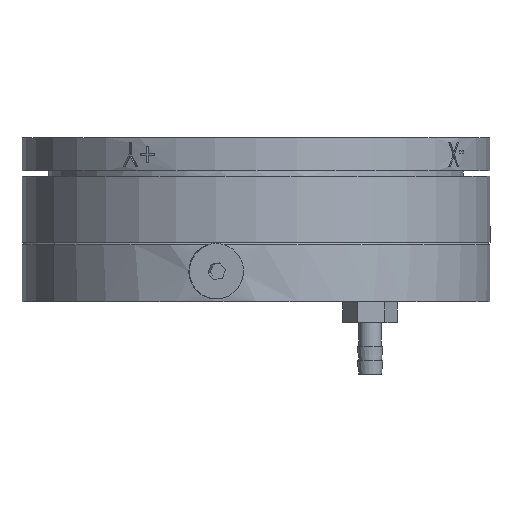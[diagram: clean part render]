
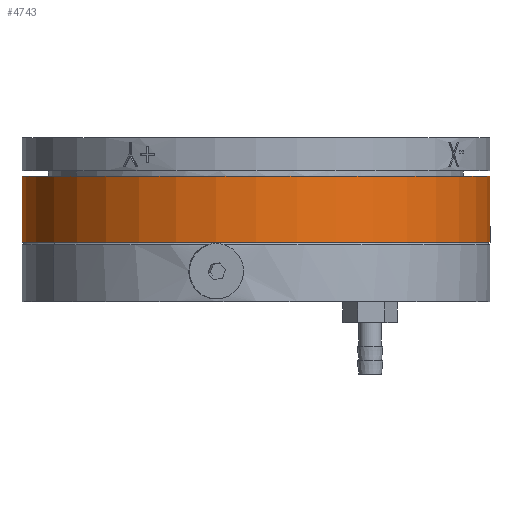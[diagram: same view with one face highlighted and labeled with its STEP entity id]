
A CAD part, front view. The second image highlights one B-rep face of the part: STEP entity #4743.
In plain terms, the highlighted cylindrical face has radius 22.5 mm (diameter 45 mm), a partial arc.
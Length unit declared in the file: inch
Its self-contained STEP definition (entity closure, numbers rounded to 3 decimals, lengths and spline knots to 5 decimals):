
#2596 = CARTESIAN_POINT ( 'NONE',  ( 0.00026, 0.00045, -0.145 ) ) ;
#2678 = DIRECTION ( 'NONE',  ( -1., -0.002, 0. ) ) ;
#2679 = DIRECTION ( 'NONE',  ( 0., 0., -1. ) ) ;
#3539 = FACE_OUTER_BOUND ( 'NONE', #14039, .T. ) ;
#3552 = CYLINDRICAL_SURFACE ( 'NONE', #11619, 0.88583 ) ;
#4743 = ADVANCED_FACE ( 'NONE', ( #3539 ), #3552, .T. ) ;
#4822 = EDGE_CURVE ( 'NONE', #24096, #24138, #7933, .T. ) ;
#4825 = EDGE_CURVE ( 'NONE', #24176, #24154, #7841, .T. ) ;
#6451 = DIRECTION ( 'NONE',  ( -1., -0.002, 0. ) ) ;
#6692 = DIRECTION ( 'NONE',  ( 0., 0., -1. ) ) ;
#6709 = CARTESIAN_POINT ( 'NONE',  ( 0.00026, 0.00045, -0.145 ) ) ;
#6724 = DIRECTION ( 'NONE',  ( -1., -0.002, 0. ) ) ;
#6746 = DIRECTION ( 'NONE',  ( 0., 0., -1. ) ) ;
#6747 = CARTESIAN_POINT ( 'NONE',  ( 0.00026, 0.00045, -0.395 ) ) ;
#7841 = LINE ( 'NONE', #23738, #11560 ) ;
#7933 = LINE ( 'NONE', #23900, #11634 ) ;
#9115 = EDGE_CURVE ( 'NONE', #24138, #24154, #18393, .T. ) ;
#9141 = EDGE_CURVE ( 'NONE', #24096, #24176, #17242, .T. ) ;
#11560 = VECTOR ( 'NONE', #23735, 39.37008 ) ;
#11619 = AXIS2_PLACEMENT_3D ( 'NONE', #2596, #2679, #2678 ) ;
#11634 = VECTOR ( 'NONE', #23836, 39.37008 ) ;
#14039 = EDGE_LOOP ( 'NONE', ( #20243, #20059, #20248, #20193 ) ) ;
#14863 = CARTESIAN_POINT ( 'NONE',  ( 0.88608, 0.002, -0.395 ) ) ;
#14884 = CARTESIAN_POINT ( 'NONE',  ( -0.88557, -0.0011, -0.145 ) ) ;
#14898 = CARTESIAN_POINT ( 'NONE',  ( -0.88557, -0.0011, -0.395 ) ) ;
#17241 = AXIS2_PLACEMENT_3D ( 'NONE', #6709, #6692, #6451 ) ;
#17242 = CIRCLE ( 'NONE', #17241, 0.88583 ) ;
#18393 = CIRCLE ( 'NONE', #19414, 0.88583 ) ;
#18630 = CARTESIAN_POINT ( 'NONE',  ( 0.88608, 0.002, -0.145 ) ) ;
#19414 = AXIS2_PLACEMENT_3D ( 'NONE', #6747, #6746, #6724 ) ;
#20059 = ORIENTED_EDGE ( 'NONE', *, *, #9141, .T. ) ;
#20193 = ORIENTED_EDGE ( 'NONE', *, *, #9115, .F. ) ;
#20243 = ORIENTED_EDGE ( 'NONE', *, *, #4822, .F. ) ;
#20248 = ORIENTED_EDGE ( 'NONE', *, *, #4825, .T. ) ;
#23735 = DIRECTION ( 'NONE',  ( 0., 0., -1. ) ) ;
#23738 = CARTESIAN_POINT ( 'NONE',  ( -0.88557, -0.0011, -0.145 ) ) ;
#23836 = DIRECTION ( 'NONE',  ( 0., 0., -1. ) ) ;
#23900 = CARTESIAN_POINT ( 'NONE',  ( 0.88608, 0.002, -0.145 ) ) ;
#24096 = VERTEX_POINT ( 'NONE', #18630 ) ;
#24138 = VERTEX_POINT ( 'NONE', #14863 ) ;
#24154 = VERTEX_POINT ( 'NONE', #14898 ) ;
#24176 = VERTEX_POINT ( 'NONE', #14884 ) ;
